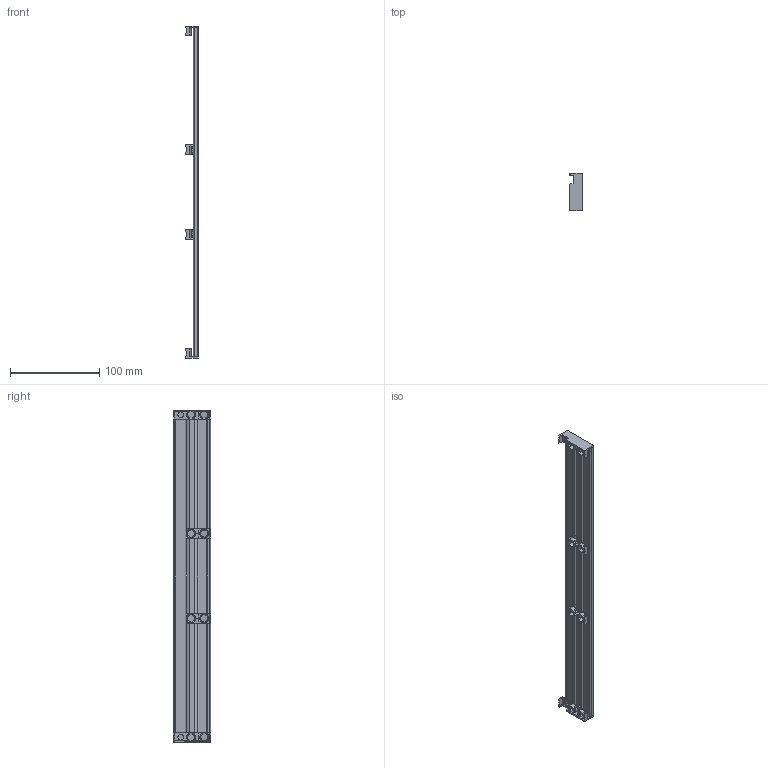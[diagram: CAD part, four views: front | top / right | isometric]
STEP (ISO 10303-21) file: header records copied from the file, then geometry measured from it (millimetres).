
FILE_DESCRIPTION(/* description */ ('STEP AP214'),/* implementation_level */ '2;1');
FILE_NAME(/* name */ '8004937_ASCF-H-L1-18-20V',/* time_stamp */ '2024-08-05T14:30:54+02:00',/* author */ ('License CC BY-ND 4.0'),/* organization */ ('CADENAS'),/* preprocessor_version */ 'ST-DEVELOPER v19.3',/* originating_system */ 'PARTsolutions',/* authorisation */ ' ');
FILE_SCHEMA (('AUTOMOTIVE_DESIGN {1 0 10303 214 3 1 1}'));
Length unit declared in the file: millimetre
Products named in the file (5): 8004937 ASCF-H-L1-18-20V; 8004937 ASCF-H-L1-18-20V---(T); 1478897 ASCF-H-L1-L---(S); 1488418 ASCF-H-L1---(H); 1491427 ASCF-H-L1-R---(S)
Assembly tree (5 placements, depth 2):
  8004937 ASCF-H-L1-18-20V
    8004937 ASCF-H-L1-18-20V---(T)
    1478897 ASCF-H-L1-L---(S)
    1488418 ASCF-H-L1---(H)  x2
    1491427 ASCF-H-L1-R---(S)
Bounding box: 14.31 x 41.45 x 371.5 mm (x, y, z)
Volume: 41859.3 mm3; surface area: 78610.6 mm2
Topology: 5 solids, 5 shells, 279 faces, 886 edges, 588 vertices
Faces by surface type: plane 193, cylinder 86
Full cylindrical faces by diameter (mm): 2.7 x8, 6.2 x2, 8.09 x4
Entity records: 8028 total; most frequent: CARTESIAN_POINT 1584, ORIENTED_EDGE 1358, DIRECTION 1290, EDGE_CURVE 679, VERTEX_POINT 458, LINE 448, VECTOR 448, AXIS2_PLACEMENT_3D 421
